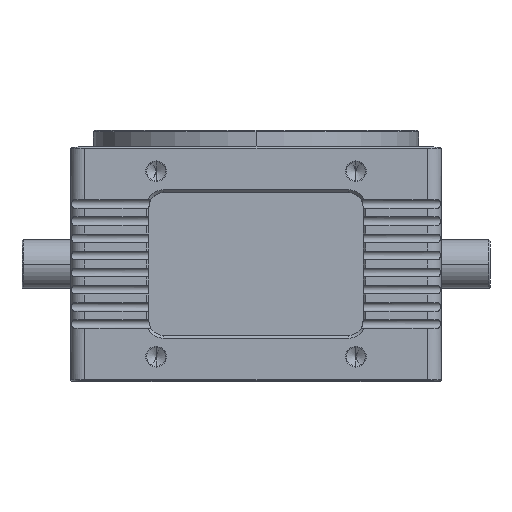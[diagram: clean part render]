
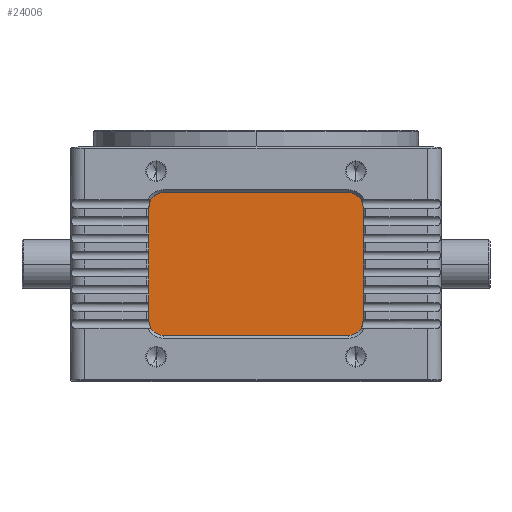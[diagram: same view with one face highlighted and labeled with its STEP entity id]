
A CAD part, top view. The second image highlights one B-rep face of the part: STEP entity #24006.
In plain terms, the highlighted planar face has unit normal (0, 0, 1).
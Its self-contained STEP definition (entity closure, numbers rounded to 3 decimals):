
#184 = ORIENTED_EDGE ( 'NONE', *, *, #6909, .T. ) ;
#580 = LINE ( 'NONE', #19657, #37386 ) ;
#1759 = DIRECTION ( 'NONE',  ( -1., 0., 0. ) ) ;
#2046 = CARTESIAN_POINT ( 'NONE',  ( -32.5, 20., 100. ) ) ;
#3871 = CIRCLE ( 'NONE', #35668, 5. ) ;
#4318 = VERTEX_POINT ( 'NONE', #34649 ) ;
#4606 = ORIENTED_EDGE ( 'NONE', *, *, #15630, .F. ) ;
#4613 = CARTESIAN_POINT ( 'NONE',  ( -37.5, 25., 100. ) ) ;
#5072 = ORIENTED_EDGE ( 'NONE', *, *, #12608, .T. ) ;
#5162 = VERTEX_POINT ( 'NONE', #14966 ) ;
#5164 = VERTEX_POINT ( 'NONE', #38172 ) ;
#5257 = EDGE_CURVE ( 'NONE', #5162, #39357, #3871, .T. ) ;
#5514 = EDGE_CURVE ( 'NONE', #23698, #6240, #41676, .T. ) ;
#5932 = DIRECTION ( 'NONE',  ( -1., 0., 0. ) ) ;
#6240 = VERTEX_POINT ( 'NONE', #19269 ) ;
#6909 = EDGE_CURVE ( 'NONE', #5162, #6240, #580, .T. ) ;
#9466 = DIRECTION ( 'NONE',  ( 0., 0., -1. ) ) ;
#11113 = PLANE ( 'NONE',  #37113 ) ;
#12170 = DIRECTION ( 'NONE',  ( 0., 0., -1. ) ) ;
#12608 = EDGE_CURVE ( 'NONE', #4318, #5164, #18241, .T. ) ;
#13317 = ORIENTED_EDGE ( 'NONE', *, *, #5514, .F. ) ;
#13584 = LINE ( 'NONE', #4613, #18848 ) ;
#14864 = CIRCLE ( 'NONE', #25609, 5. ) ;
#14966 = CARTESIAN_POINT ( 'NONE',  ( -37.5, 20., 100. ) ) ;
#15630 = EDGE_CURVE ( 'NONE', #4318, #31243, #14864, .T. ) ;
#16566 = CARTESIAN_POINT ( 'NONE',  ( -32.5, -20., 100. ) ) ;
#17994 = EDGE_LOOP ( 'NONE', ( #43241, #38472, #184, #13317, #40375, #4606, #5072, #25152 ) ) ;
#18151 = DIRECTION ( 'NONE',  ( -1., 0., 0. ) ) ;
#18241 = LINE ( 'NONE', #41201, #38188 ) ;
#18848 = VECTOR ( 'NONE', #18151, 1000. ) ;
#19269 = CARTESIAN_POINT ( 'NONE',  ( -37.5, -20., 100. ) ) ;
#19657 = CARTESIAN_POINT ( 'NONE',  ( -37.5, -25., 100. ) ) ;
#19828 = AXIS2_PLACEMENT_3D ( 'NONE', #38330, #42008, #1759 ) ;
#20097 = DIRECTION ( 'NONE',  ( 0., -1., 0. ) ) ;
#20845 = CARTESIAN_POINT ( 'NONE',  ( 32.5, -25., 100. ) ) ;
#21036 = AXIS2_PLACEMENT_3D ( 'NONE', #16566, #40497, #23747 ) ;
#21086 = EDGE_CURVE ( 'NONE', #23698, #31243, #38065, .T. ) ;
#23257 = VERTEX_POINT ( 'NONE', #25439 ) ;
#23698 = VERTEX_POINT ( 'NONE', #24802 ) ;
#23747 = DIRECTION ( 'NONE',  ( -1., 0., 0. ) ) ;
#24006 = ADVANCED_FACE ( 'NONE', ( #37381 ), #11113, .T. ) ;
#24053 = DIRECTION ( 'NONE',  ( 0., 0., 1. ) ) ;
#24802 = CARTESIAN_POINT ( 'NONE',  ( -32.5, -25., 100. ) ) ;
#25152 = ORIENTED_EDGE ( 'NONE', *, *, #29028, .F. ) ;
#25439 = CARTESIAN_POINT ( 'NONE',  ( 32.5, 25., 100. ) ) ;
#25609 = AXIS2_PLACEMENT_3D ( 'NONE', #29038, #9466, #5932 ) ;
#25754 = EDGE_CURVE ( 'NONE', #23257, #39357, #13584, .T. ) ;
#26605 = CARTESIAN_POINT ( 'NONE',  ( -37.5, -25., 100. ) ) ;
#27438 = DIRECTION ( 'NONE',  ( 1., 0., 0. ) ) ;
#27599 = VECTOR ( 'NONE', #33531, 1000. ) ;
#29028 = EDGE_CURVE ( 'NONE', #23257, #5164, #33208, .T. ) ;
#29038 = CARTESIAN_POINT ( 'NONE',  ( 32.5, -20., 100. ) ) ;
#31213 = DIRECTION ( 'NONE',  ( 0., 1., 0. ) ) ;
#31243 = VERTEX_POINT ( 'NONE', #20845 ) ;
#33208 = CIRCLE ( 'NONE', #19828, 5. ) ;
#33304 = CARTESIAN_POINT ( 'NONE',  ( -32.5, 25., 100. ) ) ;
#33531 = DIRECTION ( 'NONE',  ( 1., 0., 0. ) ) ;
#34649 = CARTESIAN_POINT ( 'NONE',  ( 37.5, -20., 100. ) ) ;
#35668 = AXIS2_PLACEMENT_3D ( 'NONE', #2046, #12170, #35699 ) ;
#35699 = DIRECTION ( 'NONE',  ( -1., 0., 0. ) ) ;
#37113 = AXIS2_PLACEMENT_3D ( 'NONE', #37415, #24053, #27438 ) ;
#37381 = FACE_OUTER_BOUND ( 'NONE', #17994, .T. ) ;
#37386 = VECTOR ( 'NONE', #20097, 1000. ) ;
#37415 = CARTESIAN_POINT ( 'NONE',  ( -37.5, -25., 100. ) ) ;
#38065 = LINE ( 'NONE', #26605, #27599 ) ;
#38172 = CARTESIAN_POINT ( 'NONE',  ( 37.5, 20., 100. ) ) ;
#38188 = VECTOR ( 'NONE', #31213, 1000. ) ;
#38330 = CARTESIAN_POINT ( 'NONE',  ( 32.5, 20., 100. ) ) ;
#38472 = ORIENTED_EDGE ( 'NONE', *, *, #5257, .F. ) ;
#39357 = VERTEX_POINT ( 'NONE', #33304 ) ;
#40375 = ORIENTED_EDGE ( 'NONE', *, *, #21086, .T. ) ;
#40497 = DIRECTION ( 'NONE',  ( 0., 0., -1. ) ) ;
#41201 = CARTESIAN_POINT ( 'NONE',  ( 37.5, -25., 100. ) ) ;
#41676 = CIRCLE ( 'NONE', #21036, 5. ) ;
#42008 = DIRECTION ( 'NONE',  ( 0., 0., -1. ) ) ;
#43241 = ORIENTED_EDGE ( 'NONE', *, *, #25754, .T. ) ;
